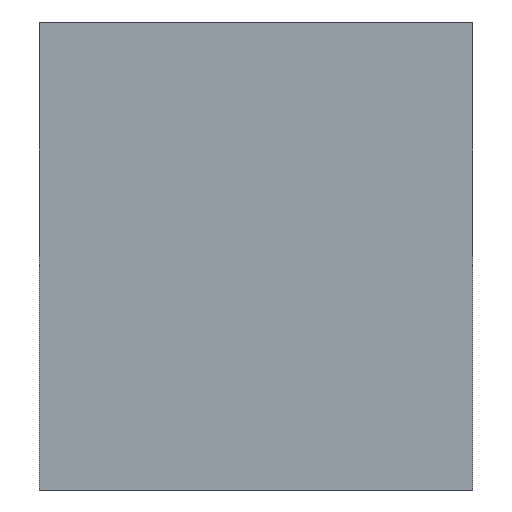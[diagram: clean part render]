
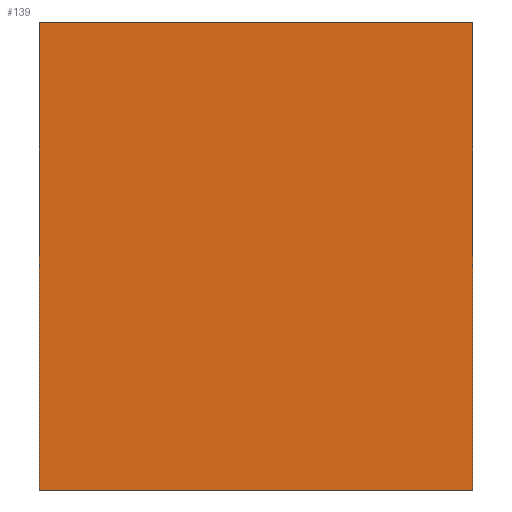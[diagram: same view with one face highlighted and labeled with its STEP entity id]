
A CAD part, left-side view. The second image highlights one B-rep face of the part: STEP entity #139.
In plain terms, the highlighted planar face has unit normal (-1, 0, 0).
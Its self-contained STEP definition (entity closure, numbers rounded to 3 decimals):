
#29 = LINE ( 'NONE', #192, #397 ) ;
#39 = EDGE_CURVE ( 'NONE', #119, #371, #429, .T. ) ;
#51 = EDGE_CURVE ( 'NONE', #224, #371, #367, .T. ) ;
#86 = CARTESIAN_POINT ( 'NONE',  ( -1.6, 1.25, 0. ) ) ;
#115 = CARTESIAN_POINT ( 'NONE',  ( -1.6, 1.25, 2.7 ) ) ;
#119 = VERTEX_POINT ( 'NONE', #199 ) ;
#120 = DIRECTION ( 'NONE',  ( 0., -1., 0. ) ) ;
#130 = EDGE_CURVE ( 'NONE', #259, #224, #29, .T. ) ;
#131 = CARTESIAN_POINT ( 'NONE',  ( -1.6, 1.25, 2.7 ) ) ;
#139 = ADVANCED_FACE ( 'NONE', ( #385 ), #190, .F. ) ;
#142 = CARTESIAN_POINT ( 'NONE',  ( -1.6, 1.25, 2.7 ) ) ;
#161 = DIRECTION ( 'NONE',  ( 0., 0., -1. ) ) ;
#186 = DIRECTION ( 'NONE',  ( 0., 0., -1. ) ) ;
#187 = DIRECTION ( 'NONE',  ( 1., 0., 0. ) ) ;
#190 = PLANE ( 'NONE',  #365 ) ;
#192 = CARTESIAN_POINT ( 'NONE',  ( -1.6, 1.25, 2.7 ) ) ;
#199 = CARTESIAN_POINT ( 'NONE',  ( -1.6, -1.25, 2.7 ) ) ;
#205 = DIRECTION ( 'NONE',  ( 0., 0., -1. ) ) ;
#213 = VECTOR ( 'NONE', #331, 1000. ) ;
#224 = VERTEX_POINT ( 'NONE', #86 ) ;
#225 = ORIENTED_EDGE ( 'NONE', *, *, #39, .F. ) ;
#236 = VECTOR ( 'NONE', #161, 1000. ) ;
#259 = VERTEX_POINT ( 'NONE', #142 ) ;
#272 = ORIENTED_EDGE ( 'NONE', *, *, #51, .T. ) ;
#274 = CARTESIAN_POINT ( 'NONE',  ( -1.6, -1.25, 0. ) ) ;
#275 = ORIENTED_EDGE ( 'NONE', *, *, #130, .T. ) ;
#280 = EDGE_CURVE ( 'NONE', #259, #119, #360, .T. ) ;
#328 = VECTOR ( 'NONE', #120, 1000. ) ;
#331 = DIRECTION ( 'NONE',  ( 0., -1., 0. ) ) ;
#334 = EDGE_LOOP ( 'NONE', ( #272, #225, #351, #275 ) ) ;
#351 = ORIENTED_EDGE ( 'NONE', *, *, #280, .F. ) ;
#360 = LINE ( 'NONE', #131, #328 ) ;
#365 = AXIS2_PLACEMENT_3D ( 'NONE', #115, #187, #186 ) ;
#367 = LINE ( 'NONE', #392, #213 ) ;
#371 = VERTEX_POINT ( 'NONE', #274 ) ;
#385 = FACE_OUTER_BOUND ( 'NONE', #334, .T. ) ;
#392 = CARTESIAN_POINT ( 'NONE',  ( -1.6, 1.25, 0. ) ) ;
#397 = VECTOR ( 'NONE', #205, 1000. ) ;
#402 = CARTESIAN_POINT ( 'NONE',  ( -1.6, -1.25, 2.7 ) ) ;
#429 = LINE ( 'NONE', #402, #236 ) ;
